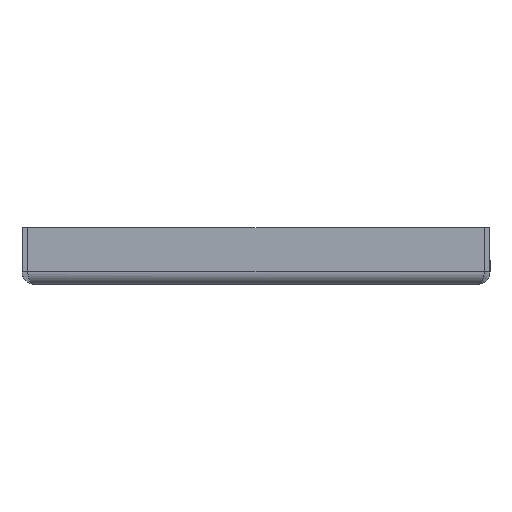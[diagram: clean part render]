
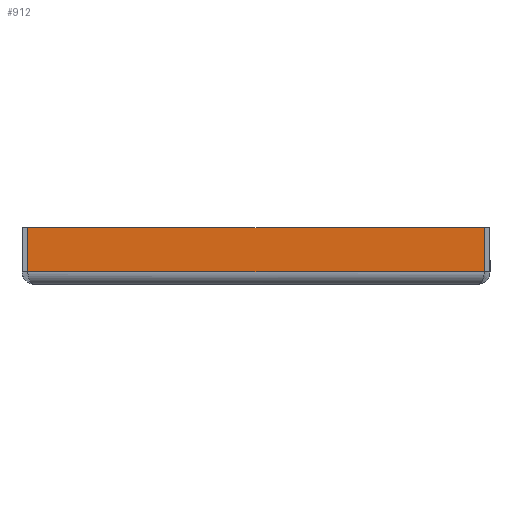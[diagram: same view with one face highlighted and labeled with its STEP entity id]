
A CAD part, left-side view. The second image highlights one B-rep face of the part: STEP entity #912.
In plain terms, the highlighted planar face has unit normal (-1, 0, 0).
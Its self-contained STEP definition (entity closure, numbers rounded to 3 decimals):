
#300 = CARTESIAN_POINT ( 'NONE',  ( -192.4, 0.071, 18. ) ) ;
#450 = ORIENTED_EDGE ( 'NONE', *, *, #1229, .T. ) ;
#451 = VECTOR ( 'NONE', #3504, 1000. ) ;
#633 = LINE ( 'NONE', #3652, #3532 ) ;
#708 = CARTESIAN_POINT ( 'NONE',  ( -192.4, 0.071, 2.4 ) ) ;
#777 = CARTESIAN_POINT ( 'NONE',  ( -192.4, 158.6, 2.4 ) ) ;
#865 = LINE ( 'NONE', #1781, #2528 ) ;
#912 = ADVANCED_FACE ( 'NONE', ( #1870 ), #1880, .F. ) ;
#1009 = AXIS2_PLACEMENT_3D ( 'NONE', #2169, #2184, #1062 ) ;
#1032 = ORIENTED_EDGE ( 'NONE', *, *, #2412, .T. ) ;
#1062 = DIRECTION ( 'NONE',  ( 0., 0., -1. ) ) ;
#1165 = VERTEX_POINT ( 'NONE', #2491 ) ;
#1229 = EDGE_CURVE ( 'NONE', #2783, #1165, #865, .T. ) ;
#1245 = DIRECTION ( 'NONE',  ( 0., 1., 0. ) ) ;
#1458 = VECTOR ( 'NONE', #1613, 1000. ) ;
#1524 = EDGE_CURVE ( 'NONE', #3114, #1743, #3500, .T. ) ;
#1532 = ORIENTED_EDGE ( 'NONE', *, *, #1524, .F. ) ;
#1613 = DIRECTION ( 'NONE',  ( 0., 1., 0. ) ) ;
#1743 = VERTEX_POINT ( 'NONE', #3459 ) ;
#1781 = CARTESIAN_POINT ( 'NONE',  ( -192.4, 0., 18. ) ) ;
#1870 = FACE_OUTER_BOUND ( 'NONE', #3188, .T. ) ;
#1880 = PLANE ( 'NONE',  #1009 ) ;
#2169 = CARTESIAN_POINT ( 'NONE',  ( -192.4, 0., 0. ) ) ;
#2184 = DIRECTION ( 'NONE',  ( 1., 0., 0. ) ) ;
#2286 = EDGE_CURVE ( 'NONE', #1743, #1165, #633, .T. ) ;
#2412 = EDGE_CURVE ( 'NONE', #3114, #2783, #2440, .T. ) ;
#2440 = LINE ( 'NONE', #708, #451 ) ;
#2491 = CARTESIAN_POINT ( 'NONE',  ( -192.4, 160.929, 18. ) ) ;
#2528 = VECTOR ( 'NONE', #1245, 1000. ) ;
#2627 = CARTESIAN_POINT ( 'NONE',  ( -192.4, 0.071, 2.4 ) ) ;
#2783 = VERTEX_POINT ( 'NONE', #300 ) ;
#2912 = ORIENTED_EDGE ( 'NONE', *, *, #2286, .F. ) ;
#3114 = VERTEX_POINT ( 'NONE', #2627 ) ;
#3188 = EDGE_LOOP ( 'NONE', ( #1532, #1032, #450, #2912 ) ) ;
#3459 = CARTESIAN_POINT ( 'NONE',  ( -192.4, 160.929, 2.4 ) ) ;
#3500 = LINE ( 'NONE', #777, #1458 ) ;
#3504 = DIRECTION ( 'NONE',  ( 0., 0., 1. ) ) ;
#3532 = VECTOR ( 'NONE', #3641, 1000. ) ;
#3641 = DIRECTION ( 'NONE',  ( 0., 0., 1. ) ) ;
#3652 = CARTESIAN_POINT ( 'NONE',  ( -192.4, 160.929, 2.4 ) ) ;
